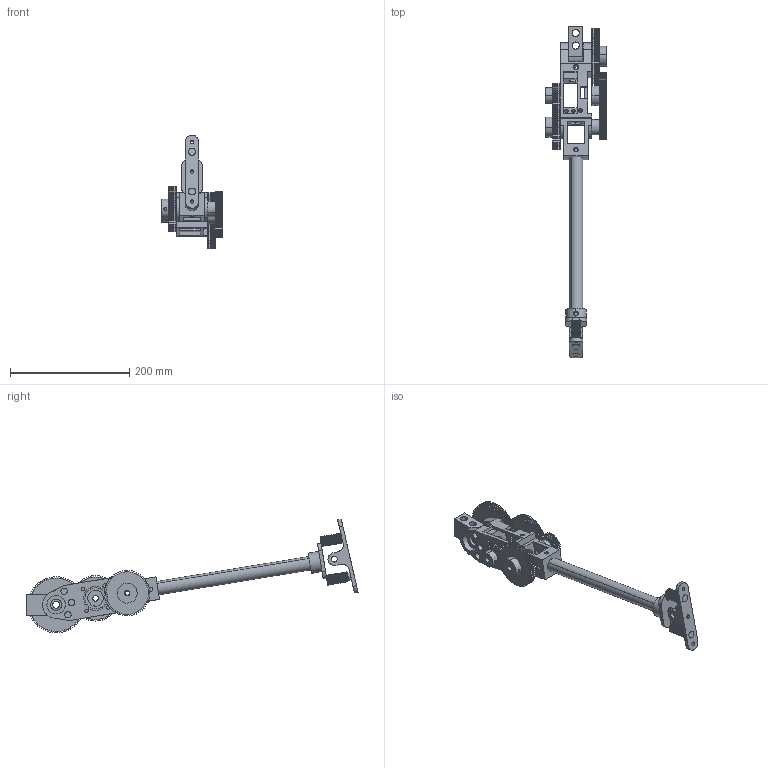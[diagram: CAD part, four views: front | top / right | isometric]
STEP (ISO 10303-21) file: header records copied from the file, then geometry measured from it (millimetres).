
FILE_DESCRIPTION(('FreeCAD Model'),'2;1');
FILE_NAME('Open CASCADE Shape Model','2025-04-29T22:23:37',('FreeCAD'),( 'FreeCAD'),'Open CASCADE STEP processor 7.6','FreeCAD','Unknown');
FILE_SCHEMA(('AUTOMOTIVE_DESIGN { 1 0 10303 214 1 1 1 1 }'));
Products named in the file (1): Open CASCADE STEP translator 7.6 1
Bounding box: 101.35 x 557.5 x 190.77 mm (x, y, z)
Volume: 537487.1 mm3; surface area: 206999.5 mm2
Topology: 18 solids, 18 shells, 1305 faces, 3816 edges, 2544 vertices
Faces by surface type: bspline 1305
Entity records: 49736 total; most frequent: CARTESIAN_POINT 27675, ORIENTED_EDGE 7632, EDGE_CURVE 3816, B_SPLINE_CURVE_WITH_KNOTS 2982, VERTEX_POINT 2544, FACE_BOUND 1430, EDGE_LOOP 1430, ADVANCED_FACE 1305
